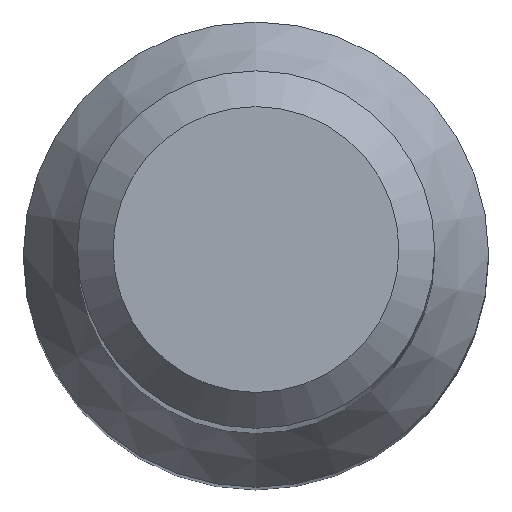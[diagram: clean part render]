
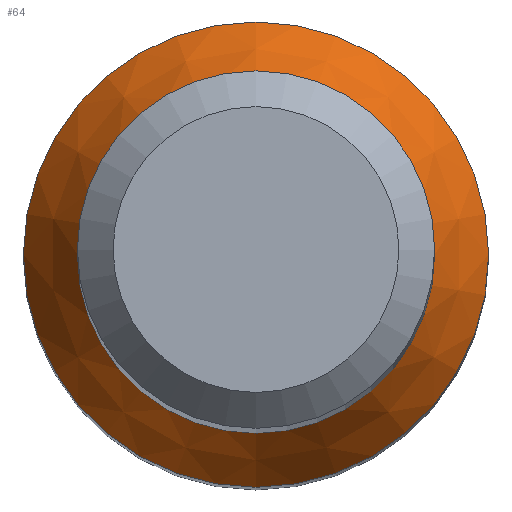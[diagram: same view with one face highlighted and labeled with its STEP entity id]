
A CAD part, top view. The second image highlights one B-rep face of the part: STEP entity #64.
In plain terms, the highlighted conical face has half-angle 30 degrees and reference radius 2.5 mm.
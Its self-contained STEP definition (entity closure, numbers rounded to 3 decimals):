
#6 = ORIENTED_EDGE ( 'NONE', *, *, #222, .F. ) ;
#9 = DIRECTION ( 'NONE',  ( 0., 1., 0. ) ) ;
#47 = AXIS2_PLACEMENT_3D ( 'NONE', #232, #193, #9 ) ;
#54 = DIRECTION ( 'NONE',  ( 0., 0., -1. ) ) ;
#56 = DIRECTION ( 'NONE',  ( 0., 0., -1. ) ) ;
#64 = ADVANCED_FACE ( 'NONE', ( #137, #215 ), #236, .T. ) ;
#78 = EDGE_LOOP ( 'NONE', ( #139 ) ) ;
#81 = DIRECTION ( 'NONE',  ( 0., 1., 0. ) ) ;
#83 = VERTEX_POINT ( 'NONE', #123 ) ;
#103 = VERTEX_POINT ( 'NONE', #184 ) ;
#122 = CARTESIAN_POINT ( 'NONE',  ( 0., 0., 22. ) ) ;
#123 = CARTESIAN_POINT ( 'NONE',  ( 0., 2.5, 23.308 ) ) ;
#128 = DIRECTION ( 'NONE',  ( 0., 1., 0. ) ) ;
#135 = AXIS2_PLACEMENT_3D ( 'NONE', #169, #56, #128 ) ;
#137 = FACE_OUTER_BOUND ( 'NONE', #229, .T. ) ;
#139 = ORIENTED_EDGE ( 'NONE', *, *, #143, .T. ) ;
#143 = EDGE_CURVE ( 'NONE', #83, #83, #242, .T. ) ;
#169 = CARTESIAN_POINT ( 'NONE',  ( 0., 0., 23.308 ) ) ;
#175 = AXIS2_PLACEMENT_3D ( 'NONE', #122, #54, #81 ) ;
#183 = CIRCLE ( 'NONE', #175, 3.255 ) ;
#184 = CARTESIAN_POINT ( 'NONE',  ( 0., 3.255, 22. ) ) ;
#193 = DIRECTION ( 'NONE',  ( 0., 0., -1. ) ) ;
#215 = FACE_BOUND ( 'NONE', #78, .T. ) ;
#222 = EDGE_CURVE ( 'NONE', #103, #103, #183, .T. ) ;
#229 = EDGE_LOOP ( 'NONE', ( #6 ) ) ;
#232 = CARTESIAN_POINT ( 'NONE',  ( 0., 0., 23.308 ) ) ;
#236 = CONICAL_SURFACE ( 'NONE', #47, 2.5, 0.524 ) ;
#242 = CIRCLE ( 'NONE', #135, 2.5 ) ;
